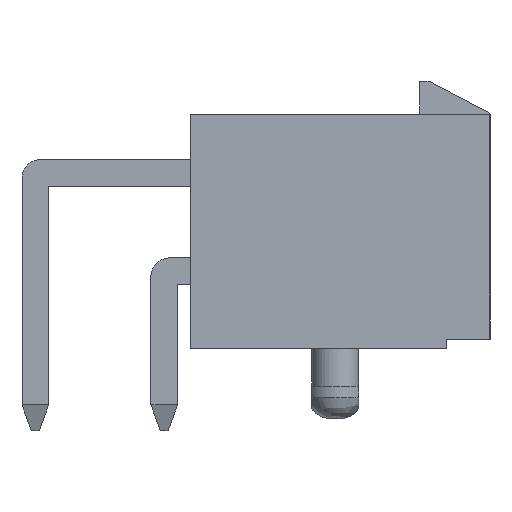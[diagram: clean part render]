
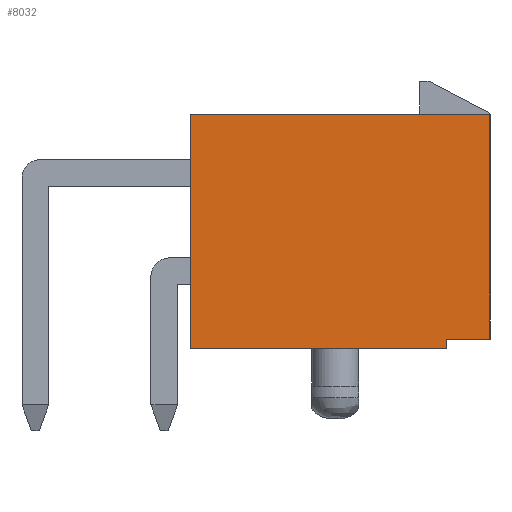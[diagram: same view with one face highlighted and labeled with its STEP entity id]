
A CAD part, left-side view. The second image highlights one B-rep face of the part: STEP entity #8032.
In plain terms, the highlighted planar face has unit normal (-1, 0, 0).
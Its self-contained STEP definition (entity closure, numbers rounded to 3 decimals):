
#903=ORIENTED_EDGE('',*,*,#2833,.T.);
#904=ORIENTED_EDGE('',*,*,#3106,.T.);
#905=ORIENTED_EDGE('',*,*,#2733,.T.);
#906=ORIENTED_EDGE('',*,*,#3108,.T.);
#907=ORIENTED_EDGE('',*,*,#3109,.T.);
#908=ORIENTED_EDGE('',*,*,#2677,.T.);
#2677=EDGE_CURVE('',#3789,#3788,#4500,.T.);
#2733=EDGE_CURVE('',#3841,#3842,#4554,.T.);
#2833=EDGE_CURVE('',#3788,#3924,#4653,.T.);
#3106=EDGE_CURVE('',#3924,#3841,#4925,.T.);
#3108=EDGE_CURVE('',#3842,#4183,#4927,.T.);
#3109=EDGE_CURVE('',#4183,#3789,#4928,.T.);
#3788=VERTEX_POINT('',#11758);
#3789=VERTEX_POINT('',#11760);
#3841=VERTEX_POINT('',#11873);
#3842=VERTEX_POINT('',#11874);
#3924=VERTEX_POINT('',#12056);
#4183=VERTEX_POINT('',#12625);
#4500=LINE('',#11759,#5587);
#4554=LINE('',#11872,#5641);
#4653=LINE('',#12057,#5740);
#4925=LINE('',#12620,#6012);
#4927=LINE('',#12624,#6014);
#4928=LINE('',#12626,#6015);
#5587=VECTOR('',#9064,1000.);
#5641=VECTOR('',#9132,1000.);
#5740=VECTOR('',#9235,1000.);
#6012=VECTOR('',#9573,1000.);
#6014=VECTOR('',#9579,1000.);
#6015=VECTOR('',#9580,1000.);
#6667=EDGE_LOOP('',(#903,#904,#905,#906,#907,#908));
#7188=FACE_BOUND('',#6667,.T.);
#7619=PLANE('',#8482);
#8032=ADVANCED_FACE('',(#7188),#7619,.T.);
#8482=AXIS2_PLACEMENT_3D('',#12623,#9577,#9578);
#9064=DIRECTION('',(0.,-1.,0.));
#9132=DIRECTION('',(0.,0.,-1.));
#9235=DIRECTION('',(0.,0.,1.));
#9573=DIRECTION('',(0.,1.,0.));
#9577=DIRECTION('',(-1.,0.,0.));
#9578=DIRECTION('',(0.,0.,1.));
#9579=DIRECTION('',(0.,-1.,0.));
#9580=DIRECTION('',(0.,0.,1.));
#11758=CARTESIAN_POINT('',(-19.5,-6.4,-4.8));
#11759=CARTESIAN_POINT('',(-19.5,6.4,-4.8));
#11760=CARTESIAN_POINT('',(-19.5,-4.55,-4.8));
#11872=CARTESIAN_POINT('',(-19.5,6.4,4.8));
#11873=CARTESIAN_POINT('',(-19.5,6.4,4.8));
#11874=CARTESIAN_POINT('',(-19.5,6.4,-5.2));
#12056=CARTESIAN_POINT('',(-19.5,-6.4,4.8));
#12057=CARTESIAN_POINT('',(-19.5,-6.4,-4.8));
#12620=CARTESIAN_POINT('',(-19.5,-6.4,4.8));
#12623=CARTESIAN_POINT('',(-19.5,0.,0.));
#12624=CARTESIAN_POINT('',(-19.5,6.4,-5.2));
#12625=CARTESIAN_POINT('',(-19.5,-4.55,-5.2));
#12626=CARTESIAN_POINT('',(-19.5,-4.55,-5.2));
